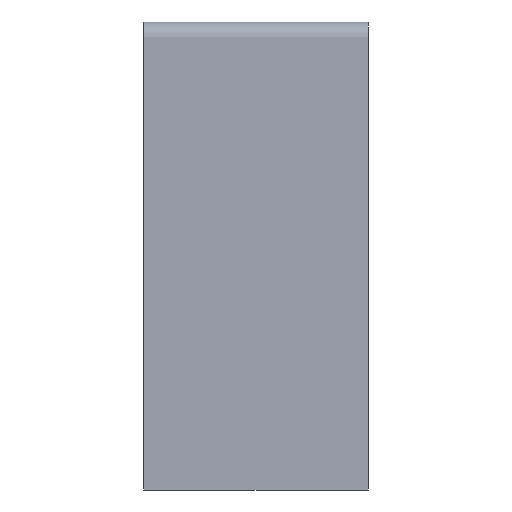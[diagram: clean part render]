
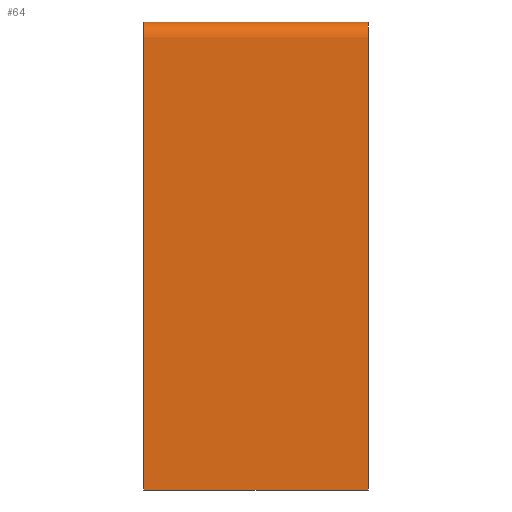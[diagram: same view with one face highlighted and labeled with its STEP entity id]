
A CAD part, left-side view. The second image highlights one B-rep face of the part: STEP entity #64.
In plain terms, the highlighted free-form (B-spline) face has degree [2, 1] with [11, 2] control points.
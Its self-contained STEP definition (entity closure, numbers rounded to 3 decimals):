
#12=(
BOUNDED_SURFACE()
B_SPLINE_SURFACE(2,1,((#941,#942),(#943,#944),(#945,#946),(#947,#948),(#949,
#950),(#951,#952),(#953,#954),(#955,#956),(#957,#958),(#959,#960),(#961,
#962)),.UNSPECIFIED.,.F.,.F.,.F.)
B_SPLINE_SURFACE_WITH_KNOTS((3,2,2,2,2,3),(2,2),(-2476.823,-1753.823,
-1711.412,-765.412,-723.,0.),(0.,360.),.UNSPECIFIED.)
GEOMETRIC_REPRESENTATION_ITEM()
RATIONAL_B_SPLINE_SURFACE(((1.,1.),(1.,1.),(1.,1.),(0.707,0.707),
(1.,1.),(1.,1.),(1.,1.),(0.707,0.707),(1.,1.),(1.,
1.),(1.,1.)))
REPRESENTATION_ITEM($)
SURFACE()
);
#14=(
BOUNDED_CURVE()
B_SPLINE_CURVE(2,(#875,#876,#877,#878,#879,#880,#881,#882,#883,#884,#885),
.UNSPECIFIED.,.F.,.F.)
B_SPLINE_CURVE_WITH_KNOTS((3,2,2,2,2,3),(0.,723.,765.412,1711.412,
1753.823,2476.823),.UNSPECIFIED.)
CURVE()
GEOMETRIC_REPRESENTATION_ITEM()
RATIONAL_B_SPLINE_CURVE((1.,1.,1.,0.707,1.,1.,1.,0.707,
1.,1.,1.))
REPRESENTATION_ITEM($)
);
#16=(
BOUNDED_CURVE()
B_SPLINE_CURVE(2,(#899,#900,#901,#902,#903,#904,#905,#906,#907,#908,#909),
.UNSPECIFIED.,.F.,.F.)
B_SPLINE_CURVE_WITH_KNOTS((3,2,2,2,2,3),(0.,723.,765.412,1711.412,
1753.823,2476.823),.UNSPECIFIED.)
CURVE()
GEOMETRIC_REPRESENTATION_ITEM()
RATIONAL_B_SPLINE_CURVE((1.,1.,1.,0.707,1.,1.,1.,0.707,
1.,1.,1.))
REPRESENTATION_ITEM($)
);
#64=ADVANCED_FACE($,(#100),#12,.T.);
#100=FACE_OUTER_BOUND($,#136,.T.);
#136=EDGE_LOOP($,(#274,#275,#276,#277));
#274=ORIENTED_EDGE($,*,*,#353,.T.);
#275=ORIENTED_EDGE($,*,*,#350,.T.);
#276=ORIENTED_EDGE($,*,*,#352,.F.);
#277=ORIENTED_EDGE($,*,*,#347,.F.);
#347=EDGE_CURVE($,#398,#397,#14,.T.);
#350=EDGE_CURVE($,#401,#400,#16,.T.);
#352=EDGE_CURVE($,#397,#400,#502,.T.);
#353=EDGE_CURVE($,#398,#401,#503,.T.);
#397=VERTEX_POINT($,#967);
#398=VERTEX_POINT($,#968);
#400=VERTEX_POINT($,#970);
#401=VERTEX_POINT($,#971);
#502=B_SPLINE_CURVE_WITH_KNOTS($,1,(#912,#913),.UNSPECIFIED.,.F.,.F.,(2,
2),(0.,360.),.UNSPECIFIED.);
#503=B_SPLINE_CURVE_WITH_KNOTS($,1,(#914,#915),.UNSPECIFIED.,.F.,.F.,(2,
2),(0.,360.),.UNSPECIFIED.);
#875=CARTESIAN_POINT($,(1000.,0.,0.));
#876=CARTESIAN_POINT($,(1000.,0.,361.5));
#877=CARTESIAN_POINT($,(1000.,0.,723.));
#878=CARTESIAN_POINT($,(1000.,0.,750.));
#879=CARTESIAN_POINT($,(973.,0.,750.));
#880=CARTESIAN_POINT($,(500.,0.,750.));
#881=CARTESIAN_POINT($,(27.,0.,750.));
#882=CARTESIAN_POINT($,(0.,0.,750.));
#883=CARTESIAN_POINT($,(0.,0.,723.));
#884=CARTESIAN_POINT($,(0.,0.,361.5));
#885=CARTESIAN_POINT($,(0.,0.,0.));
#899=CARTESIAN_POINT($,(1000.,360.,0.));
#900=CARTESIAN_POINT($,(1000.,360.,361.5));
#901=CARTESIAN_POINT($,(1000.,360.,723.));
#902=CARTESIAN_POINT($,(1000.,360.,750.));
#903=CARTESIAN_POINT($,(973.,360.,750.));
#904=CARTESIAN_POINT($,(500.,360.,750.));
#905=CARTESIAN_POINT($,(27.,360.,750.));
#906=CARTESIAN_POINT($,(0.,360.,750.));
#907=CARTESIAN_POINT($,(0.,360.,723.));
#908=CARTESIAN_POINT($,(0.,360.,361.5));
#909=CARTESIAN_POINT($,(0.,360.,0.));
#912=CARTESIAN_POINT($,(0.,0.,0.));
#913=CARTESIAN_POINT($,(0.,360.,0.));
#914=CARTESIAN_POINT($,(1000.,0.,0.));
#915=CARTESIAN_POINT($,(1000.,360.,0.));
#941=CARTESIAN_POINT($,(0.,0.,0.));
#942=CARTESIAN_POINT($,(0.,360.,0.));
#943=CARTESIAN_POINT($,(0.,0.,361.5));
#944=CARTESIAN_POINT($,(0.,360.,361.5));
#945=CARTESIAN_POINT($,(0.,0.,723.));
#946=CARTESIAN_POINT($,(0.,360.,723.));
#947=CARTESIAN_POINT($,(0.,0.,750.));
#948=CARTESIAN_POINT($,(0.,360.,750.));
#949=CARTESIAN_POINT($,(27.,0.,750.));
#950=CARTESIAN_POINT($,(27.,360.,750.));
#951=CARTESIAN_POINT($,(500.,0.,750.));
#952=CARTESIAN_POINT($,(500.,360.,750.));
#953=CARTESIAN_POINT($,(973.,0.,750.));
#954=CARTESIAN_POINT($,(973.,360.,750.));
#955=CARTESIAN_POINT($,(1000.,0.,750.));
#956=CARTESIAN_POINT($,(1000.,360.,750.));
#957=CARTESIAN_POINT($,(1000.,0.,723.));
#958=CARTESIAN_POINT($,(1000.,360.,723.));
#959=CARTESIAN_POINT($,(1000.,0.,361.5));
#960=CARTESIAN_POINT($,(1000.,360.,361.5));
#961=CARTESIAN_POINT($,(1000.,0.,0.));
#962=CARTESIAN_POINT($,(1000.,360.,0.));
#967=CARTESIAN_POINT($,(0.,0.,0.));
#968=CARTESIAN_POINT($,(1000.,0.,0.));
#970=CARTESIAN_POINT($,(0.,360.,0.));
#971=CARTESIAN_POINT($,(1000.,360.,0.));
